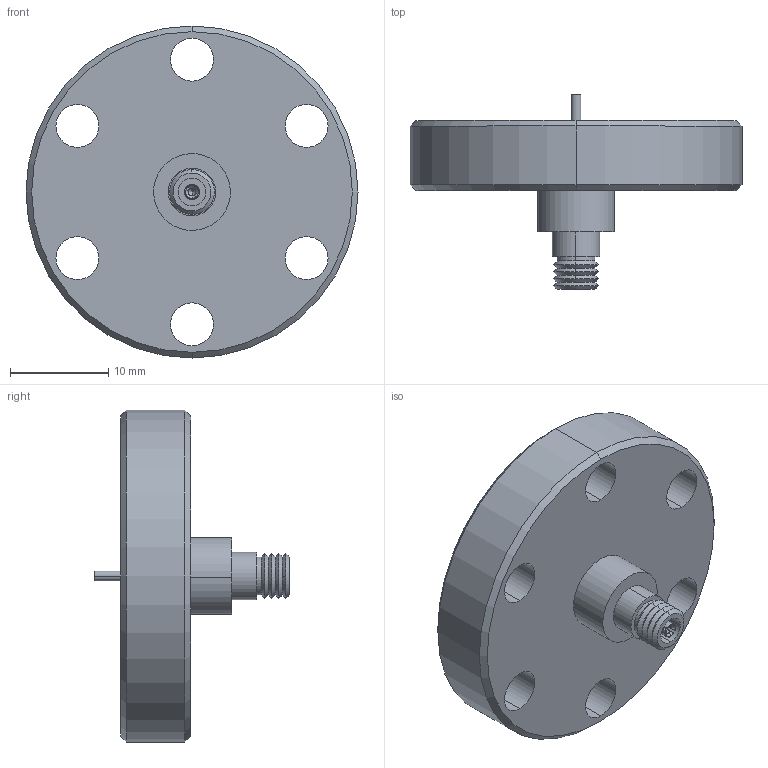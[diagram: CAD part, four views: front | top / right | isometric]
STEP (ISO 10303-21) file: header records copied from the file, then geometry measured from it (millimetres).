
FILE_DESCRIPTION (( 'STEP AP203' ), '1' );
FILE_NAME ('A1648-1-CF.STEP', '2011-10-06T17:28:06', ( '' ), ( '' ), 'SwSTEP 2.0', 'SolidWorks 2011', '' );
FILE_SCHEMA (( 'CONFIG_CONTROL_DESIGN' ));
Length unit declared in the file: inch
Products named in the file (1): A1648-1-CF
Bounding box: 33.78 x 19.81 x 33.78 mm (x, y, z)
Volume: 5374 mm3; surface area: 3705.2 mm2
Topology: 1 solids, 1 shells, 102 faces, 239 edges, 149 vertices
Faces by surface type: cylinder 46, cone 33, plane 21, bspline 2
Entity records: 3072 total; most frequent: DIRECTION 571, CARTESIAN_POINT 537, ORIENTED_EDGE 474, AXIS2_PLACEMENT_3D 239, EDGE_CURVE 237, VERTEX_POINT 149, CIRCLE 138, EDGE_LOOP 126
